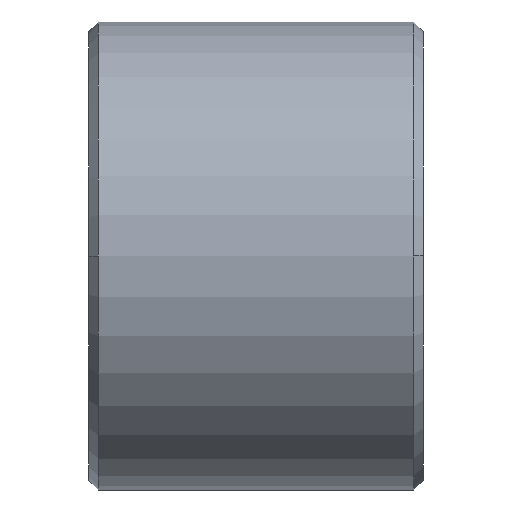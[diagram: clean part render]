
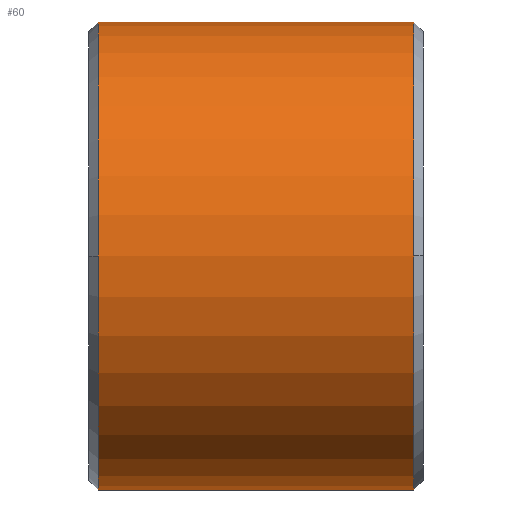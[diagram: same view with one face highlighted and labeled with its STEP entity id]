
A CAD part, front view. The second image highlights one B-rep face of the part: STEP entity #60.
In plain terms, the highlighted cylindrical face has radius 17.5 mm (diameter 35 mm), a partial arc.
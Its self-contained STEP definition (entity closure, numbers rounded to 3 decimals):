
#60=ADVANCED_FACE('',(#118),#119,.T.);
#118=FACE_OUTER_BOUND('',#169,.T.);
#119=CYLINDRICAL_SURFACE('',#170,17.5);
#169=EDGE_LOOP('',(#272,#273,#274,#275,#276,#277));
#170=AXIS2_PLACEMENT_3D('',#278,#279,#280);
#272=ORIENTED_EDGE('',*,*,#305,.T.);
#273=ORIENTED_EDGE('',*,*,#317,.T.);
#274=ORIENTED_EDGE('',*,*,#301,.T.);
#275=ORIENTED_EDGE('',*,*,#308,.T.);
#276=ORIENTED_EDGE('',*,*,#314,.T.);
#277=ORIENTED_EDGE('',*,*,#341,.T.);
#278=CARTESIAN_POINT('',(12.5,0.0,0.0));
#279=DIRECTION('',(1.0,0.0,0.0));
#280=DIRECTION('',(0.0,0.0,-1.0));
#301=EDGE_CURVE('',#350,#348,#351,.T.);
#305=EDGE_CURVE('',#356,#357,#358,.T.);
#308=EDGE_CURVE('',#348,#361,#363,.T.);
#314=EDGE_CURVE('',#361,#370,#372,.T.);
#317=EDGE_CURVE('',#357,#350,#375,.T.);
#341=EDGE_CURVE('',#370,#356,#407,.T.);
#348=VERTEX_POINT('',#415);
#350=VERTEX_POINT('',#417);
#351=CIRCLE('',#418,17.5);
#356=VERTEX_POINT('',#424);
#357=VERTEX_POINT('',#425);
#358=LINE('',#426,#427);
#361=VERTEX_POINT('',#430);
#363=LINE('',#432,#433);
#370=VERTEX_POINT('',#441);
#372=CIRCLE('',#444,17.5);
#375=CIRCLE('',#447,17.5);
#407=CIRCLE('',#485,17.5);
#415=CARTESIAN_POINT('',(24.3,0.,17.5));
#417=CARTESIAN_POINT('',(24.3,-17.5,0.));
#418=AXIS2_PLACEMENT_3D('',#492,#493,#494);
#424=CARTESIAN_POINT('',(0.7,0.,-17.5));
#425=CARTESIAN_POINT('',(24.3,0.,-17.5));
#426=CARTESIAN_POINT('',(12.5,0.,-17.5));
#427=VECTOR('',#499,1.0);
#430=CARTESIAN_POINT('',(0.7,0.,17.5));
#432=CARTESIAN_POINT('',(12.5,0.,17.5));
#433=VECTOR('',#506,1.0);
#441=CARTESIAN_POINT('',(0.7,-17.5,0.));
#444=AXIS2_PLACEMENT_3D('',#515,#516,#517);
#447=AXIS2_PLACEMENT_3D('',#521,#522,#523);
#485=AXIS2_PLACEMENT_3D('',#557,#558,#559);
#492=CARTESIAN_POINT('',(24.3,0.0,0.0));
#493=DIRECTION('',(-1.0,0.0,0.));
#494=DIRECTION('',(0.,0.0,-1.0));
#499=DIRECTION('',(1.0,0.0,0.0));
#506=DIRECTION('',(-1.0,-0.0,-0.0));
#515=CARTESIAN_POINT('',(0.7,0.0,0.0));
#516=DIRECTION('',(1.0,0.0,0.));
#517=DIRECTION('',(0.,0.0,-1.0));
#521=CARTESIAN_POINT('',(24.3,0.0,0.0));
#522=DIRECTION('',(-1.0,0.0,0.));
#523=DIRECTION('',(0.,0.0,-1.0));
#557=CARTESIAN_POINT('',(0.7,0.0,0.0));
#558=DIRECTION('',(1.0,0.0,0.));
#559=DIRECTION('',(0.,0.0,-1.0));
